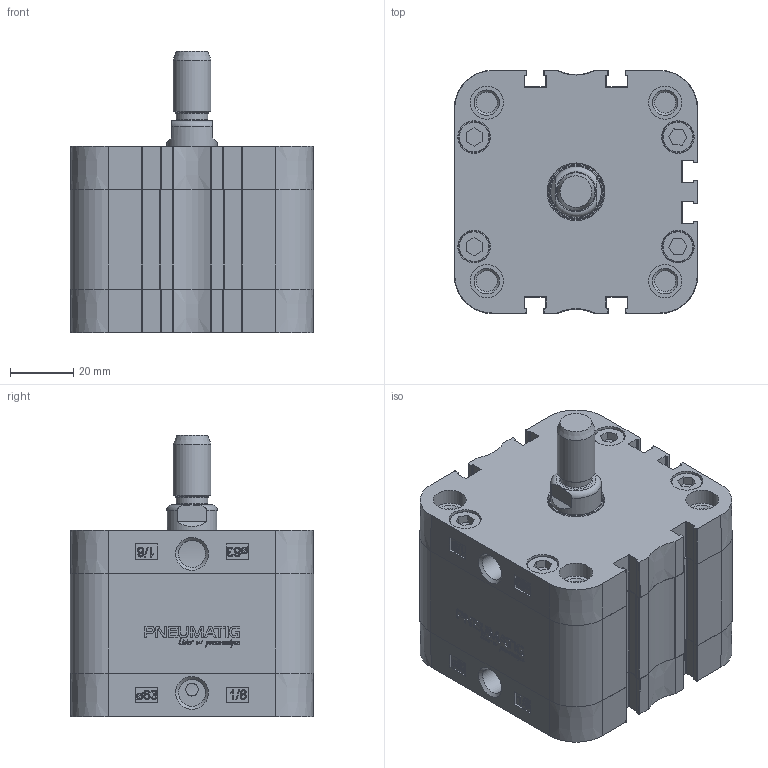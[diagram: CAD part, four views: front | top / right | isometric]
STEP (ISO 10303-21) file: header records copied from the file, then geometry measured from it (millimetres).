
FILE_DESCRIPTION( ( 'STEP AP214' ), '1' );
FILE_NAME( 'DM-63-1000-M.stp', ' ', ( ' ' ), ( ' ' ), ' ', ' ', ' ' );
FILE_SCHEMA (('AUTOMOTIVE_DESIGN { 1 0 10303 214 3 1 1 }'));
Products named in the file (1): dm-63-400-m
Bounding box: 77 x 77 x 89 mm (x, y, z)
Volume: 228471.3 mm3; surface area: 64780.7 mm2
Topology: 4 solids, 4 shells, 1551 faces, 4211 edges, 2766 vertices
Faces by surface type: bspline 777, plane 516, cylinder 201, cone 36, torus 21
Full cylindrical faces by diameter (mm): 4 x1, 6.647 x9, 8.566 x2, 9.8 x8, 10 x1, 10.3 x8, 10.5 x8, 12 x2, 16 x1, 16.54 x1, 17.7 x1, 18 x1, 20.5 x1, 63 x1
Entity records: 55109 total; most frequent: CARTESIAN_POINT 21375, ORIENTED_EDGE 8268, DIRECTION 4545, EDGE_CURVE 4114, VERTEX_POINT 2759, LINE 2069, VECTOR 2069, EDGE_LOOP 1743
